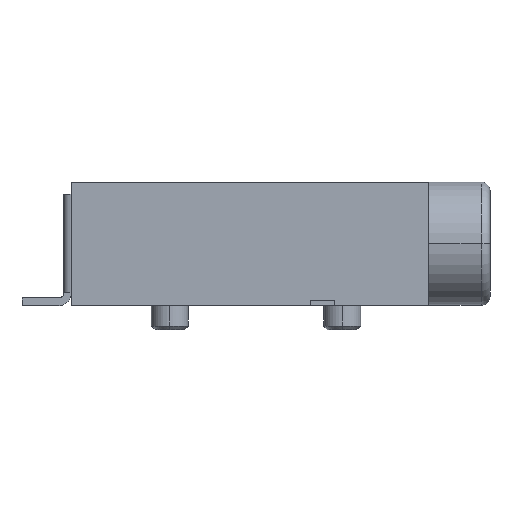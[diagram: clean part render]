
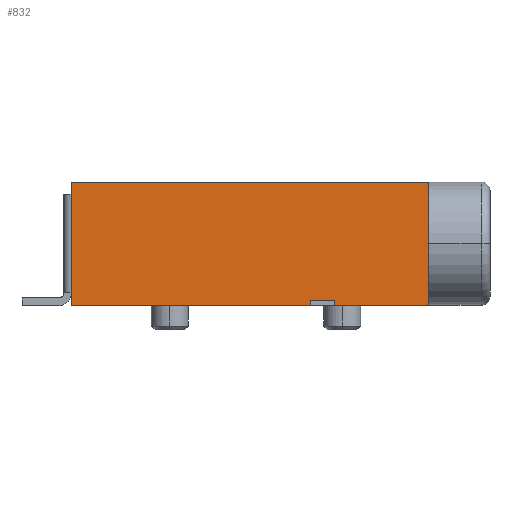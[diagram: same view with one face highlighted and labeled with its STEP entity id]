
A CAD part, top view. The second image highlights one B-rep face of the part: STEP entity #832.
In plain terms, the highlighted planar face has unit normal (0, 0, 1).
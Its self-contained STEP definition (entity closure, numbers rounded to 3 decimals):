
#56 = DIRECTION ( 'NONE',  ( 0., -1., 0. ) ) ;
#68 = AXIS2_PLACEMENT_3D ( 'NONE', #2294, #869, #2533 ) ;
#73 = LINE ( 'NONE', #2918, #1265 ) ;
#94 = CARTESIAN_POINT ( 'NONE',  ( 14.5, 0., 3. ) ) ;
#154 = EDGE_CURVE ( 'NONE', #1097, #2496, #2490, .T. ) ;
#330 = DIRECTION ( 'NONE',  ( -1., 0., 0. ) ) ;
#366 = LINE ( 'NONE', #1397, #1633 ) ;
#370 = EDGE_CURVE ( 'NONE', #532, #3064, #366, .T. ) ;
#400 = LINE ( 'NONE', #1148, #1592 ) ;
#458 = CARTESIAN_POINT ( 'NONE',  ( 9.7, 5., 3. ) ) ;
#497 = EDGE_LOOP ( 'NONE', ( #2388, #2917, #792, #2861, #1399, #757, #1095, #2706 ) ) ;
#532 = VERTEX_POINT ( 'NONE', #1677 ) ;
#549 = VECTOR ( 'NONE', #330, 1000. ) ;
#589 = VECTOR ( 'NONE', #56, 1000. ) ;
#592 = EDGE_CURVE ( 'NONE', #1097, #2047, #2414, .T. ) ;
#595 = VECTOR ( 'NONE', #1217, 1000. ) ;
#633 = EDGE_CURVE ( 'NONE', #2047, #1575, #73, .T. ) ;
#757 = ORIENTED_EDGE ( 'NONE', *, *, #1280, .T. ) ;
#792 = ORIENTED_EDGE ( 'NONE', *, *, #633, .F. ) ;
#832 = ADVANCED_FACE ( 'NONE', ( #846 ), #1347, .F. ) ;
#838 = LINE ( 'NONE', #458, #1551 ) ;
#846 = FACE_OUTER_BOUND ( 'NONE', #497, .T. ) ;
#869 = DIRECTION ( 'NONE',  ( 0., 0., -1. ) ) ;
#884 = CARTESIAN_POINT ( 'NONE',  ( 10.7, 5., 3. ) ) ;
#1034 = CARTESIAN_POINT ( 'NONE',  ( 14.5, 0., 3. ) ) ;
#1095 = ORIENTED_EDGE ( 'NONE', *, *, #1594, .F. ) ;
#1097 = VERTEX_POINT ( 'NONE', #1922 ) ;
#1148 = CARTESIAN_POINT ( 'NONE',  ( 0., 5., 3. ) ) ;
#1217 = DIRECTION ( 'NONE',  ( -1., 0., 0. ) ) ;
#1265 = VECTOR ( 'NONE', #2214, 1000. ) ;
#1269 = CARTESIAN_POINT ( 'NONE',  ( 10.7, 0., 3. ) ) ;
#1280 = EDGE_CURVE ( 'NONE', #2496, #2723, #400, .T. ) ;
#1347 = PLANE ( 'NONE',  #68 ) ;
#1397 = CARTESIAN_POINT ( 'NONE',  ( 14.5, 0.2, 3. ) ) ;
#1399 = ORIENTED_EDGE ( 'NONE', *, *, #154, .T. ) ;
#1417 = DIRECTION ( 'NONE',  ( 0., 1., 0. ) ) ;
#1551 = VECTOR ( 'NONE', #1417, 1000. ) ;
#1575 = VERTEX_POINT ( 'NONE', #1269 ) ;
#1583 = LINE ( 'NONE', #884, #2846 ) ;
#1592 = VECTOR ( 'NONE', #2084, 1000. ) ;
#1594 = EDGE_CURVE ( 'NONE', #1988, #2723, #1813, .T. ) ;
#1633 = VECTOR ( 'NONE', #3061, 1000. ) ;
#1677 = CARTESIAN_POINT ( 'NONE',  ( 10.7, 0.2, 3. ) ) ;
#1813 = LINE ( 'NONE', #94, #549 ) ;
#1814 = EDGE_CURVE ( 'NONE', #532, #1575, #1583, .T. ) ;
#1922 = CARTESIAN_POINT ( 'NONE',  ( 14.5, 5., 3. ) ) ;
#1988 = VERTEX_POINT ( 'NONE', #2892 ) ;
#2047 = VERTEX_POINT ( 'NONE', #1034 ) ;
#2069 = CARTESIAN_POINT ( 'NONE',  ( 14.5, 5., 3. ) ) ;
#2084 = DIRECTION ( 'NONE',  ( 0., -1., 0. ) ) ;
#2214 = DIRECTION ( 'NONE',  ( -1., 0., 0. ) ) ;
#2294 = CARTESIAN_POINT ( 'NONE',  ( 14.5, 5., 3. ) ) ;
#2388 = ORIENTED_EDGE ( 'NONE', *, *, #370, .F. ) ;
#2414 = LINE ( 'NONE', #2969, #589 ) ;
#2490 = LINE ( 'NONE', #2069, #595 ) ;
#2496 = VERTEX_POINT ( 'NONE', #2633 ) ;
#2533 = DIRECTION ( 'NONE',  ( 0., 1., 0. ) ) ;
#2628 = CARTESIAN_POINT ( 'NONE',  ( 0., 0., 3. ) ) ;
#2633 = CARTESIAN_POINT ( 'NONE',  ( 0., 5., 3. ) ) ;
#2671 = EDGE_CURVE ( 'NONE', #1988, #3064, #838, .T. ) ;
#2706 = ORIENTED_EDGE ( 'NONE', *, *, #2671, .T. ) ;
#2723 = VERTEX_POINT ( 'NONE', #2628 ) ;
#2779 = DIRECTION ( 'NONE',  ( 0., -1., 0. ) ) ;
#2846 = VECTOR ( 'NONE', #2779, 1000. ) ;
#2861 = ORIENTED_EDGE ( 'NONE', *, *, #592, .F. ) ;
#2892 = CARTESIAN_POINT ( 'NONE',  ( 9.7, 0., 3. ) ) ;
#2917 = ORIENTED_EDGE ( 'NONE', *, *, #1814, .T. ) ;
#2918 = CARTESIAN_POINT ( 'NONE',  ( 14.5, 0., 3. ) ) ;
#2969 = CARTESIAN_POINT ( 'NONE',  ( 14.5, 5., 3. ) ) ;
#3014 = CARTESIAN_POINT ( 'NONE',  ( 9.7, 0.2, 3. ) ) ;
#3061 = DIRECTION ( 'NONE',  ( -1., 0., 0. ) ) ;
#3064 = VERTEX_POINT ( 'NONE', #3014 ) ;
